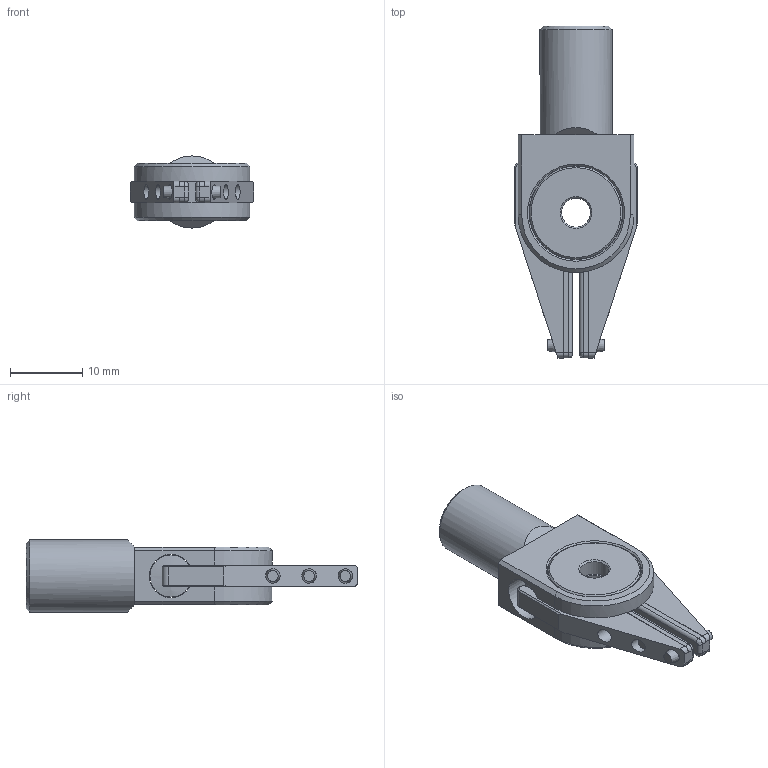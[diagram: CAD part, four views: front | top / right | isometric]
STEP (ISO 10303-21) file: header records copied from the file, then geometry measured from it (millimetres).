
FILE_DESCRIPTION(/* description */ ('Norm'),/* implementation_level */ '2;1');
FILE_NAME(/* name */ 'GR04.080SI_Kd_geschlossen.stp',/* time_stamp */ '2020-01-10T10:41:48+01:00',/* author */ ('JMolter'),/* organization */ (''),/* preprocessor_version */ 'ST-DEVELOPER v17',/* originating_system */ 'Autodesk Inventor 2019',/* authorisation */ '');
FILE_SCHEMA (('CONFIG_CONTROL_DESIGN'));
Length unit declared in the file: millimetre
Products named in the file (1): GR04.080SI_Kd_geschlossen
Bounding box: 17 x 45.8 x 9.95 mm (x, y, z)
Volume: 3233.4 mm3; surface area: 3085.4 mm2
Topology: 2 solids, 11 shells, 210 faces, 488 edges, 312 vertices
Faces by surface type: plane 106, cylinder 58, cone 30, bspline 8, torus 6, sphere 2
Full cylindrical faces by diameter (mm): 0.1 x4, 1.4 x6, 1.5 x2, 1.55 x6, 2 x6, 4 x2, 4.134 x1, 5 x2, 5.8 x1, 6 x1, 9.95 x1, 12.8 x1, 13 x1
Entity records: 6332 total; most frequent: DIRECTION 1108, CARTESIAN_POINT 1073, ORIENTED_EDGE 972, EDGE_CURVE 486, AXIS2_PLACEMENT_3D 419, VERTEX_POINT 312, LINE 270, VECTOR 270
